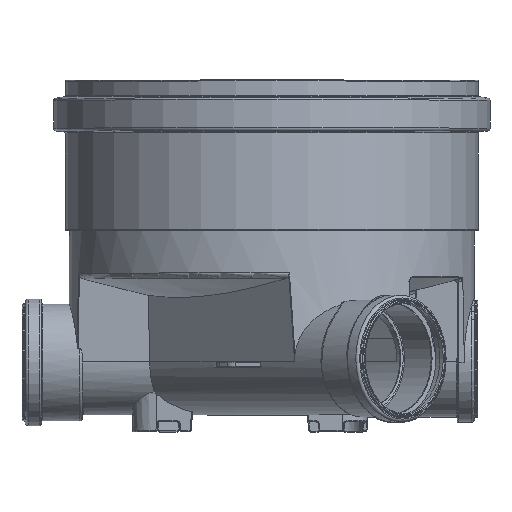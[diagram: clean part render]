
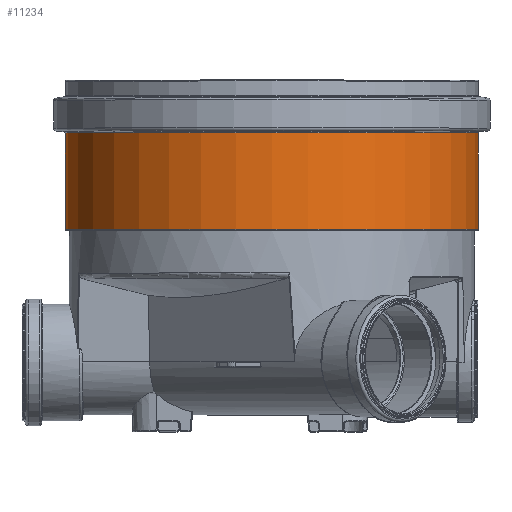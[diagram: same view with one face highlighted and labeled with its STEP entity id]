
A CAD part, top view. The second image highlights one B-rep face of the part: STEP entity #11234.
In plain terms, the highlighted cylindrical face has radius 206.5 mm (diameter 413 mm), a full revolution.
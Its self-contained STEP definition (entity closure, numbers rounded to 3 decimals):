
#800=LINE('',#28342,#1235);
#1235=VECTOR('',#15675,206.5);
#1429=CYLINDRICAL_SURFACE('',#12571,206.5);
#2131=CIRCLE('',#12567,206.5);
#2132=CIRCLE('',#12568,206.5);
#2134=CIRCLE('',#12570,206.5);
#2135=CIRCLE('',#12572,206.5);
#2136=CIRCLE('',#12573,206.5);
#2137=CIRCLE('',#12574,206.5);
#2905=FACE_OUTER_BOUND('',#3567,.T.);
#3567=EDGE_LOOP('',(#10302,#10303,#10304,#10305,#10306,#10307,#10308,#10309));
#5081=VERTEX_POINT('',#28328);
#5082=VERTEX_POINT('',#28329);
#5083=VERTEX_POINT('',#28331);
#5084=VERTEX_POINT('',#28336);
#5085=VERTEX_POINT('',#28337);
#5086=VERTEX_POINT('',#28339);
#6830=EDGE_CURVE('',#5081,#5082,#2131,.T.);
#6831=EDGE_CURVE('',#5083,#5081,#2132,.T.);
#6833=EDGE_CURVE('',#5082,#5083,#2134,.T.);
#6834=EDGE_CURVE('',#5084,#5085,#2135,.T.);
#6835=EDGE_CURVE('',#5086,#5084,#2136,.T.);
#6836=EDGE_CURVE('',#5085,#5086,#2137,.T.);
#6837=EDGE_CURVE('',#5085,#5082,#800,.T.);
#10302=ORIENTED_EDGE('',*,*,#6834,.F.);
#10303=ORIENTED_EDGE('',*,*,#6835,.F.);
#10304=ORIENTED_EDGE('',*,*,#6836,.F.);
#10305=ORIENTED_EDGE('',*,*,#6837,.T.);
#10306=ORIENTED_EDGE('',*,*,#6833,.T.);
#10307=ORIENTED_EDGE('',*,*,#6831,.T.);
#10308=ORIENTED_EDGE('',*,*,#6830,.T.);
#10309=ORIENTED_EDGE('',*,*,#6837,.F.);
#11234=ADVANCED_FACE('',(#2905),#1429,.T.);
#12567=AXIS2_PLACEMENT_3D('',#28330,#15659,#15660);
#12568=AXIS2_PLACEMENT_3D('',#28332,#15661,#15662);
#12570=AXIS2_PLACEMENT_3D('',#28334,#15665,#15666);
#12571=AXIS2_PLACEMENT_3D('',#28335,#15667,#15668);
#12572=AXIS2_PLACEMENT_3D('',#28338,#15669,#15670);
#12573=AXIS2_PLACEMENT_3D('',#28340,#15671,#15672);
#12574=AXIS2_PLACEMENT_3D('',#28341,#15673,#15674);
#15659=DIRECTION('center_axis',(0.,1.,0.));
#15660=DIRECTION('ref_axis',(1.,0.,0.));
#15661=DIRECTION('center_axis',(0.,1.,0.));
#15662=DIRECTION('ref_axis',(1.,0.,0.));
#15665=DIRECTION('center_axis',(0.,1.,0.));
#15666=DIRECTION('ref_axis',(1.,0.,0.));
#15667=DIRECTION('center_axis',(0.,1.,0.));
#15668=DIRECTION('ref_axis',(-1.,0.,0.));
#15669=DIRECTION('center_axis',(0.,1.,0.));
#15670=DIRECTION('ref_axis',(1.,0.,0.));
#15671=DIRECTION('center_axis',(0.,1.,0.));
#15672=DIRECTION('ref_axis',(1.,0.,0.));
#15673=DIRECTION('center_axis',(0.,1.,0.));
#15674=DIRECTION('ref_axis',(1.,0.,0.));
#15675=DIRECTION('',(0.,-1.,0.));
#28328=CARTESIAN_POINT('',(-206.5,133.,0.));
#28329=CARTESIAN_POINT('',(206.5,133.,0.));
#28330=CARTESIAN_POINT('Origin',(0.,133.,0.));
#28331=CARTESIAN_POINT('',(0.,133.,-206.5));
#28332=CARTESIAN_POINT('Origin',(0.,133.,0.));
#28334=CARTESIAN_POINT('Origin',(0.,133.,0.));
#28335=CARTESIAN_POINT('Origin',(0.,181.227,
0.));
#28336=CARTESIAN_POINT('',(-206.5,229.455,0.));
#28337=CARTESIAN_POINT('',(206.5,229.455,0.));
#28338=CARTESIAN_POINT('Origin',(0.,229.455,
0.));
#28339=CARTESIAN_POINT('',(0.,229.455,-206.5));
#28340=CARTESIAN_POINT('Origin',(0.,229.455,
0.));
#28341=CARTESIAN_POINT('Origin',(0.,229.455,
0.));
#28342=CARTESIAN_POINT('',(206.5,181.227,0.));
